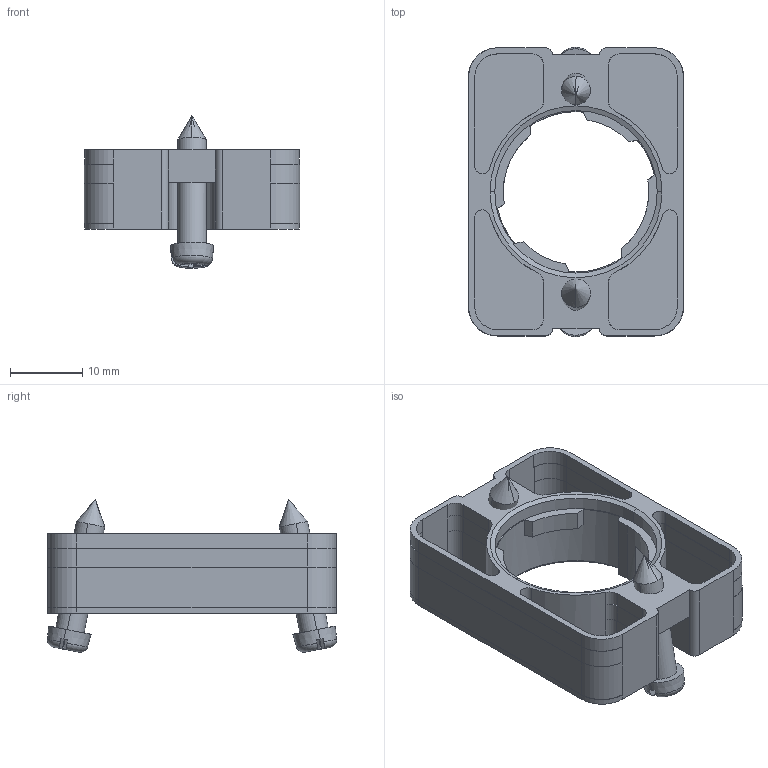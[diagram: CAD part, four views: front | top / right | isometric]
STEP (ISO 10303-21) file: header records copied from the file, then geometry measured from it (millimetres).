
FILE_DESCRIPTION (( 'STEP AP214' ), '1' );
FILE_NAME ('ECX3029-2.STEP', '2018-05-08T21:22:43', ( '' ), ( '' ), 'SwSTEP 2.0', 'SolidWorks 2017', '' );
FILE_SCHEMA (( 'AUTOMOTIVE_DESIGN' ));
Length unit declared in the file: millimetre
Products named in the file (1): ECX3029-2
Bounding box: 29.91 x 40.16 x 21.19 mm (x, y, z)
Volume: 4150.8 mm3; surface area: 6630.2 mm2
Topology: 3 solids, 3 shells, 235 faces, 657 edges, 434 vertices
Faces by surface type: plane 122, cylinder 97, cone 10, torus 6
Entity records: 7841 total; most frequent: CARTESIAN_POINT 1483, DIRECTION 1335, ORIENTED_EDGE 1306, EDGE_CURVE 653, AXIS2_PLACEMENT_3D 474, VERTEX_POINT 434, VECTOR 387, LINE 387
